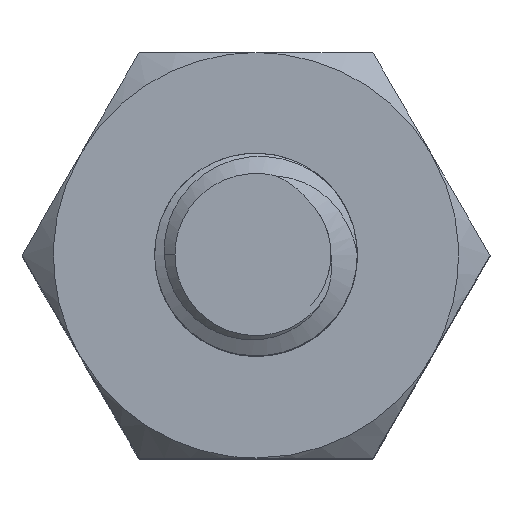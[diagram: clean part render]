
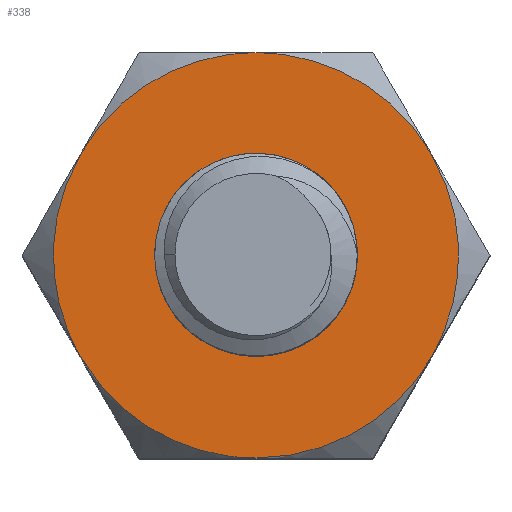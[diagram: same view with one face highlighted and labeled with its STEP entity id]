
A CAD part, top view. The second image highlights one B-rep face of the part: STEP entity #338.
In plain terms, the highlighted planar face has unit normal (0, 0, 1).
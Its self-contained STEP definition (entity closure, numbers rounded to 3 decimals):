
#12=FACE_BOUND('',#566,.T.);
#21=(
BOUNDED_CURVE()
B_SPLINE_CURVE(2,(#7090,#7091,#7092),.UNSPECIFIED.,.F.,.F.)
B_SPLINE_CURVE_WITH_KNOTS((3,3),(0.,2.094),.UNSPECIFIED.)
CURVE()
GEOMETRIC_REPRESENTATION_ITEM()
RATIONAL_B_SPLINE_CURVE((1.,0.866,1.))
REPRESENTATION_ITEM('')
);
#22=(
BOUNDED_CURVE()
B_SPLINE_CURVE(2,(#7123,#7124,#7125,#7126,#7127,#7128,#7129,#7130,#7131),
 .UNSPECIFIED.,.T.,.F.)
B_SPLINE_CURVE_WITH_KNOTS((3,2,2,2,3),(-5.341,-4.006,
-2.67,-1.335,0.),.UNSPECIFIED.)
CURVE()
GEOMETRIC_REPRESENTATION_ITEM()
RATIONAL_B_SPLINE_CURVE((1.,0.707,1.,0.707,1.,0.707,
1.,0.707,1.))
REPRESENTATION_ITEM('')
);
#32=(
BOUNDED_CURVE()
B_SPLINE_CURVE(2,(#7265,#7266,#7267),.UNSPECIFIED.,.F.,.F.)
B_SPLINE_CURVE_WITH_KNOTS((3,3),(-2.094,0.),.UNSPECIFIED.)
CURVE()
GEOMETRIC_REPRESENTATION_ITEM()
RATIONAL_B_SPLINE_CURVE((1.,0.866,1.))
REPRESENTATION_ITEM('')
);
#33=(
BOUNDED_CURVE()
B_SPLINE_CURVE(2,(#7268,#7269,#7270),.UNSPECIFIED.,.F.,.F.)
B_SPLINE_CURVE_WITH_KNOTS((3,3),(0.,2.094),.UNSPECIFIED.)
CURVE()
GEOMETRIC_REPRESENTATION_ITEM()
RATIONAL_B_SPLINE_CURVE((1.,0.866,1.))
REPRESENTATION_ITEM('')
);
#34=(
BOUNDED_CURVE()
B_SPLINE_CURVE(2,(#7271,#7272,#7273),.UNSPECIFIED.,.F.,.F.)
B_SPLINE_CURVE_WITH_KNOTS((3,3),(-2.094,0.),.UNSPECIFIED.)
CURVE()
GEOMETRIC_REPRESENTATION_ITEM()
RATIONAL_B_SPLINE_CURVE((1.,0.866,1.))
REPRESENTATION_ITEM('')
);
#35=(
BOUNDED_CURVE()
B_SPLINE_CURVE(2,(#7274,#7275,#7276),.UNSPECIFIED.,.F.,.F.)
B_SPLINE_CURVE_WITH_KNOTS((3,3),(-2.094,0.),.UNSPECIFIED.)
CURVE()
GEOMETRIC_REPRESENTATION_ITEM()
RATIONAL_B_SPLINE_CURVE((1.,0.866,1.))
REPRESENTATION_ITEM('')
);
#36=(
BOUNDED_CURVE()
B_SPLINE_CURVE(2,(#7277,#7278,#7279),.UNSPECIFIED.,.F.,.F.)
B_SPLINE_CURVE_WITH_KNOTS((3,3),(-2.094,0.),.UNSPECIFIED.)
CURVE()
GEOMETRIC_REPRESENTATION_ITEM()
RATIONAL_B_SPLINE_CURVE((1.,0.866,1.))
REPRESENTATION_ITEM('')
);
#338=ADVANCED_FACE('',(#451,#12),#2030,.T.);
#451=FACE_OUTER_BOUND('',#565,.T.);
#565=EDGE_LOOP('',(#746,#747,#748,#749,#750,#751));
#566=EDGE_LOOP('',(#752));
#746=ORIENTED_EDGE('',*,*,#1364,.T.);
#747=ORIENTED_EDGE('',*,*,#1365,.T.);
#748=ORIENTED_EDGE('',*,*,#1331,.F.);
#749=ORIENTED_EDGE('',*,*,#1361,.T.);
#750=ORIENTED_EDGE('',*,*,#1362,.F.);
#751=ORIENTED_EDGE('',*,*,#1363,.T.);
#752=ORIENTED_EDGE('',*,*,#1337,.T.);
#1331=EDGE_CURVE('',#1826,#1824,#21,.T.);
#1337=EDGE_CURVE('',#1831,#1831,#22,.T.);
#1361=EDGE_CURVE('',#1826,#1836,#32,.T.);
#1362=EDGE_CURVE('',#1827,#1836,#33,.T.);
#1363=EDGE_CURVE('',#1827,#1839,#34,.T.);
#1364=EDGE_CURVE('',#1839,#1838,#35,.T.);
#1365=EDGE_CURVE('',#1838,#1824,#36,.T.);
#1824=VERTEX_POINT('',#6845);
#1826=VERTEX_POINT('',#6847);
#1827=VERTEX_POINT('',#6848);
#1831=VERTEX_POINT('',#6852);
#1836=VERTEX_POINT('',#6857);
#1838=VERTEX_POINT('',#6859);
#1839=VERTEX_POINT('',#6860);
#2030=PLANE('',#2061);
#2061=AXIS2_PLACEMENT_3D('',#2531,#2075,$);
#2075=DIRECTION('',(0.,0.,1.));
#2531=CARTESIAN_POINT('',(-2.783,17.588,7.));
#6845=CARTESIAN_POINT('',(1.732,19.,7.));
#6847=CARTESIAN_POINT('',(1.732,21.,7.));
#6848=CARTESIAN_POINT('',(-1.732,21.,7.));
#6852=CARTESIAN_POINT('',(0.85,20.,7.));
#6857=CARTESIAN_POINT('',(0.,22.,7.));
#6859=CARTESIAN_POINT('',(0.,18.,7.));
#6860=CARTESIAN_POINT('',(-1.732,19.,7.));
#7090=CARTESIAN_POINT('',(1.732,21.,7.));
#7091=CARTESIAN_POINT('',(2.309,20.,7.));
#7092=CARTESIAN_POINT('',(1.732,19.,7.));
#7123=CARTESIAN_POINT('',(0.85,20.,7.));
#7124=CARTESIAN_POINT('',(0.85,19.15,7.));
#7125=CARTESIAN_POINT('',(0.,19.15,7.));
#7126=CARTESIAN_POINT('',(-0.85,19.15,7.));
#7127=CARTESIAN_POINT('',(-0.85,20.,7.));
#7128=CARTESIAN_POINT('',(-0.85,20.85,7.));
#7129=CARTESIAN_POINT('',(0.,20.85,7.));
#7130=CARTESIAN_POINT('',(0.85,20.85,7.));
#7131=CARTESIAN_POINT('',(0.85,20.,7.));
#7265=CARTESIAN_POINT('',(1.732,21.,7.));
#7266=CARTESIAN_POINT('',(1.155,22.,7.));
#7267=CARTESIAN_POINT('',(0.,22.,7.));
#7268=CARTESIAN_POINT('',(-1.732,21.,7.));
#7269=CARTESIAN_POINT('',(-1.155,22.,7.));
#7270=CARTESIAN_POINT('',(0.,22.,7.));
#7271=CARTESIAN_POINT('',(-1.732,21.,7.));
#7272=CARTESIAN_POINT('',(-2.309,20.,7.));
#7273=CARTESIAN_POINT('',(-1.732,19.,7.));
#7274=CARTESIAN_POINT('',(-1.732,19.,7.));
#7275=CARTESIAN_POINT('',(-1.155,18.,7.));
#7276=CARTESIAN_POINT('',(0.,18.,7.));
#7277=CARTESIAN_POINT('',(0.,18.,7.));
#7278=CARTESIAN_POINT('',(1.155,18.,7.));
#7279=CARTESIAN_POINT('',(1.732,19.,7.));
